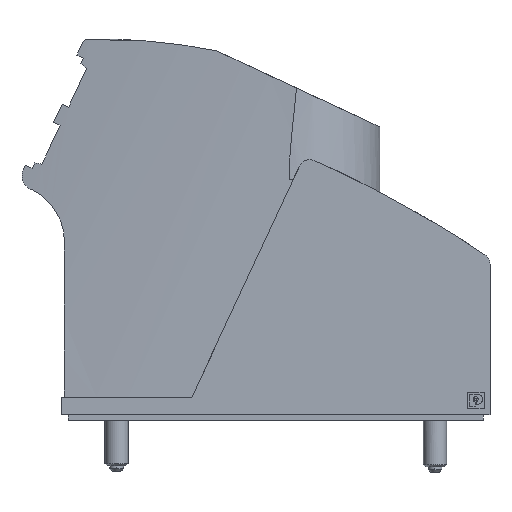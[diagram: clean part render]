
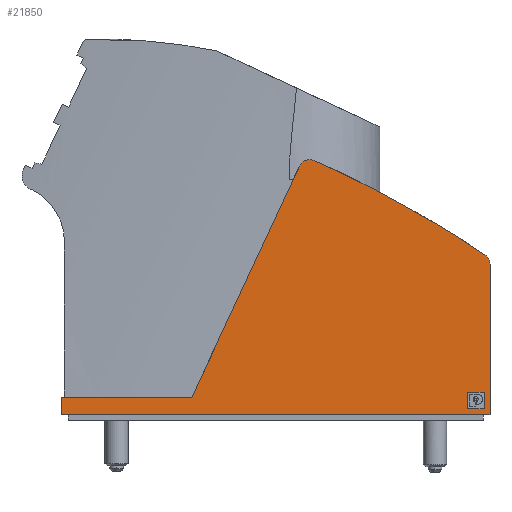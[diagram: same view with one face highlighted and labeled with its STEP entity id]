
A CAD part, left-side view. The second image highlights one B-rep face of the part: STEP entity #21850.
In plain terms, the highlighted face is planar.
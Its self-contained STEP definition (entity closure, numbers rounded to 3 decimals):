
#7180=CARTESIAN_POINT('',(-919.247,121.75,
-979.223));
#7190=VERTEX_POINT('',#7180);
#7360=CARTESIAN_POINT('',(-919.247,121.75,
-953.282));
#7370=VERTEX_POINT('',#7360);
#7400=CARTESIAN_POINT('',(-919.247,121.75,
54.114));
#7410=DIRECTION('',(0.,0.,1.));
#7420=VECTOR('',#7410,1.);
#7430=LINE('',#7400,#7420);
#7440=EDGE_CURVE('',#7190,#7370,#7430,.T.);
#10780=CARTESIAN_POINT('',(-396.592,121.75,
54.114));
#10790=DIRECTION('',(0.423,0.,0.906));
#10800=VECTOR('',#10790,1.);
#10810=LINE('',#10780,#10800);
#10820=CARTESIAN_POINT('',(-886.334,121.75,
-996.14));
#10830=VERTEX_POINT('',#10820);
#10840=CARTESIAN_POINT('',(-867.747,121.75,
-956.282));
#10850=VERTEX_POINT('',#10840);
#10860=EDGE_CURVE('',#10830,#10850,#10810,.T.);
#11330=CARTESIAN_POINT('',(-888.146,121.75,
-995.294));
#11340=DIRECTION('',(0.,-1.,0.));
#11350=DIRECTION('',(-1.,0.,0.));
#11360=AXIS2_PLACEMENT_3D('',#11330,#11340,#11350);
#11370=CIRCLE('',#11360,2.);
#11380=CARTESIAN_POINT('',(-888.952,121.75,
-997.125));
#11390=VERTEX_POINT('',#11380);
#11400=EDGE_CURVE('',#11390,#10830,#11370,.T.);
#13400=CARTESIAN_POINT('',(-918.047,121.75,
-956.931));
#13410=DIRECTION('',(0.,-1.,0.));
#13420=DIRECTION('',(-1.,0.,0.));
#13430=AXIS2_PLACEMENT_3D('',#13400,#13410,#13420);
#13440=CIRCLE('',#13430,0.2);
#13450=CARTESIAN_POINT('',(-918.247,121.75,
-956.931));
#13460=VERTEX_POINT('',#13450);
#13470=CARTESIAN_POINT('',(-918.047,121.75,
-957.132));
#13480=VERTEX_POINT('',#13470);
#13490=EDGE_CURVE('',#13460,#13480,#13440,.T.);
#20680=CARTESIAN_POINT('',(-892.532,121.75,
-972.885));
#20690=DIRECTION('',(0.,1.,-0.));
#20700=DIRECTION('',(-1.,0.,0.));
#20710=AXIS2_PLACEMENT_3D('',#20680,#20690,#20700);
#20720=PLANE('',#20710);
#20730=CARTESIAN_POINT('',(-845.247,121.75,
54.114));
#20740=DIRECTION('',(0.,0.,1.));
#20750=VECTOR('',#20740,1.);
#20760=LINE('',#20730,#20750);
#20770=CARTESIAN_POINT('',(-845.247,121.75,
-956.282));
#20780=VERTEX_POINT('',#20770);
#20790=CARTESIAN_POINT('',(-845.247,121.75,
-953.282));
#20800=VERTEX_POINT('',#20790);
#20810=EDGE_CURVE('',#20780,#20800,#20760,.T.);
#20820=ORIENTED_EDGE('',*,*,#20810,.T.);
#20830=CARTESIAN_POINT('',(-262.742,121.75,
-956.282));
#20840=DIRECTION('',(1.,0.,0.));
#20850=VECTOR('',#20840,1.);
#20860=LINE('',#20830,#20850);
#20870=EDGE_CURVE('',#10850,#20780,#20860,.T.);
#20880=ORIENTED_EDGE('',*,*,#20870,.T.);
#20890=ORIENTED_EDGE('',*,*,#10860,.T.);
#20900=ORIENTED_EDGE('',*,*,#11400,.T.);
#20910=CARTESIAN_POINT('',(-822.499,121.75,
-846.098));
#20920=DIRECTION('',(0.,-1.,0.));
#20930=DIRECTION('',(-1.,0.,0.));
#20940=AXIS2_PLACEMENT_3D('',#20910,#20920,#20930);
#20950=CIRCLE('',#20940,165.);
#20960=CARTESIAN_POINT('',(-904.256,121.75,
-989.419));
#20970=VERTEX_POINT('',#20960);
#20980=EDGE_CURVE('',#20970,#11390,#20950,.T.);
#20990=ORIENTED_EDGE('',*,*,#20980,.T.);
#21000=CARTESIAN_POINT('',(-825.999,121.75,
-844.158));
#21010=DIRECTION('',(0.,-1.,0.));
#21020=DIRECTION('',(-1.,0.,0.));
#21030=AXIS2_PLACEMENT_3D('',#21000,#21010,#21020);
#21040=CIRCLE('',#21030,165.);
#21050=CARTESIAN_POINT('',(-918.367,121.75,
-980.88));
#21060=VERTEX_POINT('',#21050);
#21070=EDGE_CURVE('',#21060,#20970,#21040,.T.);
#21080=ORIENTED_EDGE('',*,*,#21070,.T.);
#21090=CARTESIAN_POINT('',(-917.247,121.75,
-979.223));
#21100=DIRECTION('',(0.,-1.,0.));
#21110=DIRECTION('',(-1.,0.,0.));
#21120=AXIS2_PLACEMENT_3D('',#21090,#21100,#21110);
#21130=CIRCLE('',#21120,2.);
#21140=EDGE_CURVE('',#7190,#21060,#21130,.T.);
#21150=ORIENTED_EDGE('',*,*,#21140,.T.);
#21160=ORIENTED_EDGE('',*,*,#7440,.F.);
#21170=CARTESIAN_POINT('',(-262.742,121.75,
-953.282));
#21180=DIRECTION('',(-1.,0.,0.));
#21190=VECTOR('',#21180,1.);
#21200=LINE('',#21170,#21190);
#21210=EDGE_CURVE('',#20800,#7370,#21200,.T.);
#21220=ORIENTED_EDGE('',*,*,#21210,.T.);
#21230=EDGE_LOOP('',(#21220,#21160,#21150,#21080,#20990,#20900,#20890,
#20880,#20820));
#21240=FACE_OUTER_BOUND('',#21230,.T.);
#21250=ORIENTED_EDGE('',*,*,#13490,.F.);
#21260=CARTESIAN_POINT('',(-262.742,121.75,
-957.132));
#21270=DIRECTION('',(-1.,0.,0.));
#21280=VECTOR('',#21270,1.);
#21290=LINE('',#21260,#21280);
#21300=CARTESIAN_POINT('',(-915.598,121.75,
-957.132));
#21310=VERTEX_POINT('',#21300);
#21320=EDGE_CURVE('',#21310,#13480,#21290,.T.);
#21330=ORIENTED_EDGE('',*,*,#21320,.T.);
#21340=CARTESIAN_POINT('',(-915.598,121.75,
-956.931));
#21350=DIRECTION('',(0.,-1.,0.));
#21360=DIRECTION('',(-1.,0.,0.));
#21370=AXIS2_PLACEMENT_3D('',#21340,#21350,#21360);
#21380=CIRCLE('',#21370,0.2);
#21390=CARTESIAN_POINT('',(-915.397,121.75,
-956.931));
#21400=VERTEX_POINT('',#21390);
#21410=EDGE_CURVE('',#21310,#21400,#21380,.T.);
#21420=ORIENTED_EDGE('',*,*,#21410,.F.);
#21430=CARTESIAN_POINT('',(-915.397,121.75,
54.114));
#21440=DIRECTION('',(0.,0.,-1.));
#21450=VECTOR('',#21440,1.);
#21460=LINE('',#21430,#21450);
#21470=CARTESIAN_POINT('',(-915.397,121.75,
-954.482));
#21480=VERTEX_POINT('',#21470);
#21490=EDGE_CURVE('',#21480,#21400,#21460,.T.);
#21500=ORIENTED_EDGE('',*,*,#21490,.T.);
#21510=CARTESIAN_POINT('',(-915.598,121.75,
-954.482));
#21520=DIRECTION('',(0.,-1.,0.));
#21530=DIRECTION('',(-1.,0.,0.));
#21540=AXIS2_PLACEMENT_3D('',#21510,#21520,#21530);
#21550=CIRCLE('',#21540,0.2);
#21560=CARTESIAN_POINT('',(-915.598,121.75,
-954.282));
#21570=VERTEX_POINT('',#21560);
#21580=EDGE_CURVE('',#21480,#21570,#21550,.T.);
#21590=ORIENTED_EDGE('',*,*,#21580,.F.);
#21600=CARTESIAN_POINT('',(-262.742,121.75,
-954.282));
#21610=DIRECTION('',(1.,0.,0.));
#21620=VECTOR('',#21610,1.);
#21630=LINE('',#21600,#21620);
#21640=CARTESIAN_POINT('',(-918.047,121.75,
-954.282));
#21650=VERTEX_POINT('',#21640);
#21660=EDGE_CURVE('',#21650,#21570,#21630,.T.);
#21670=ORIENTED_EDGE('',*,*,#21660,.T.);
#21680=CARTESIAN_POINT('',(-918.047,121.75,
-954.482));
#21690=DIRECTION('',(0.,-1.,0.));
#21700=DIRECTION('',(-1.,0.,0.));
#21710=AXIS2_PLACEMENT_3D('',#21680,#21690,#21700);
#21720=CIRCLE('',#21710,0.2);
#21730=CARTESIAN_POINT('',(-918.247,121.75,
-954.482));
#21740=VERTEX_POINT('',#21730);
#21750=EDGE_CURVE('',#21650,#21740,#21720,.T.);
#21760=ORIENTED_EDGE('',*,*,#21750,.F.);
#21770=CARTESIAN_POINT('',(-918.247,121.75,
54.114));
#21780=DIRECTION('',(0.,0.,1.));
#21790=VECTOR('',#21780,1.);
#21800=LINE('',#21770,#21790);
#21810=EDGE_CURVE('',#13460,#21740,#21800,.T.);
#21820=ORIENTED_EDGE('',*,*,#21810,.T.);
#21830=EDGE_LOOP('',(#21820,#21760,#21670,#21590,#21500,#21420,#21330,
#21250));
#21840=FACE_BOUND('',#21830,.T.);
#21850=ADVANCED_FACE('',(#21240,#21840),#20720,.F.);
